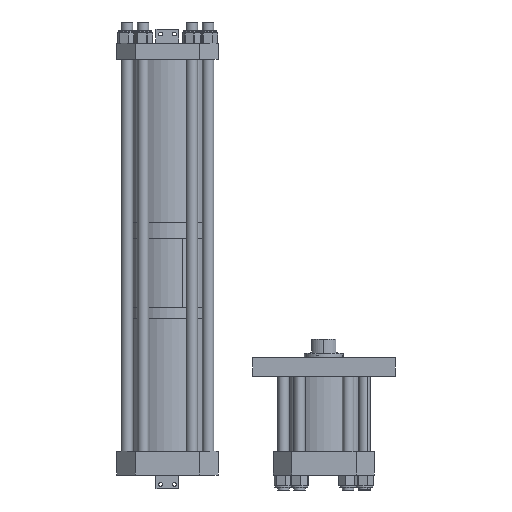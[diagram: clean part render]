
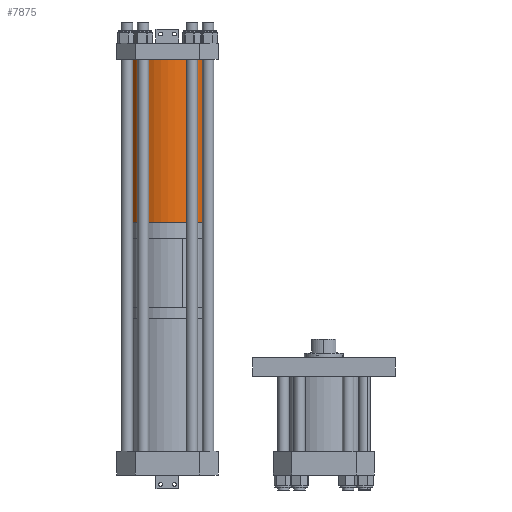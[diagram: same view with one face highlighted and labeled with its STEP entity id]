
A CAD part, front view. The second image highlights one B-rep face of the part: STEP entity #7875.
In plain terms, the highlighted cylindrical face has radius 114.3 mm (diameter 228.6 mm), a partial arc.
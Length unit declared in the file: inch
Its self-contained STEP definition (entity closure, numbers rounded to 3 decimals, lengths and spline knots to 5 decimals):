
#137 = AXIS2_PLACEMENT_3D ( 'NONE', #14982, #8571, #1634 ) ;
#210 = CARTESIAN_POINT ( 'NONE',  ( 4.5, 0., 0. ) ) ;
#1438 = VERTEX_POINT ( 'NONE', #210 ) ;
#1501 = CARTESIAN_POINT ( 'NONE',  ( 4.5, 0., 17.716 ) ) ;
#1634 = DIRECTION ( 'NONE',  ( 1., 0., 0. ) ) ;
#1659 = DIRECTION ( 'NONE',  ( -1., 0., 0. ) ) ;
#2005 = VERTEX_POINT ( 'NONE', #1501 ) ;
#2756 = CIRCLE ( 'NONE', #137, 4.5 ) ;
#3273 = CARTESIAN_POINT ( 'NONE',  ( -4.5, 0., 17.716 ) ) ;
#4749 = ORIENTED_EDGE ( 'NONE', *, *, #10452, .F. ) ;
#4993 = CARTESIAN_POINT ( 'NONE',  ( -4.5, 0., 17.716 ) ) ;
#6711 = CIRCLE ( 'NONE', #15544, 4.5 ) ;
#6840 = EDGE_LOOP ( 'NONE', ( #4749, #9758, #7301, #14595 ) ) ;
#7095 = EDGE_CURVE ( 'NONE', #2005, #1438, #12991, .T. ) ;
#7301 = ORIENTED_EDGE ( 'NONE', *, *, #9239, .T. ) ;
#7875 = ADVANCED_FACE ( 'NONE', ( #10607 ), #12969, .T. ) ;
#8261 = CARTESIAN_POINT ( 'NONE',  ( 0., 0., 17.716 ) ) ;
#8571 = DIRECTION ( 'NONE',  ( 0., 0., 1. ) ) ;
#8753 = CARTESIAN_POINT ( 'NONE',  ( 0., 0., 0. ) ) ;
#9010 = DIRECTION ( 'NONE',  ( 0., 0., -1. ) ) ;
#9239 = EDGE_CURVE ( 'NONE', #1438, #15785, #6711, .T. ) ;
#9758 = ORIENTED_EDGE ( 'NONE', *, *, #7095, .T. ) ;
#10080 = VERTEX_POINT ( 'NONE', #4993 ) ;
#10452 = EDGE_CURVE ( 'NONE', #2005, #10080, #2756, .T. ) ;
#10607 = FACE_OUTER_BOUND ( 'NONE', #6840, .T. ) ;
#10910 = CARTESIAN_POINT ( 'NONE',  ( -4.5, 0., 0. ) ) ;
#11356 = AXIS2_PLACEMENT_3D ( 'NONE', #8261, #17938, #1659 ) ;
#12098 = VECTOR ( 'NONE', #9010, 39.37008 ) ;
#12588 = LINE ( 'NONE', #3273, #15870 ) ;
#12921 = DIRECTION ( 'NONE',  ( 0., 0., -1. ) ) ;
#12969 = CYLINDRICAL_SURFACE ( 'NONE', #11356, 4.5 ) ;
#12991 = LINE ( 'NONE', #17316, #12098 ) ;
#13068 = DIRECTION ( 'NONE',  ( 1., 0., 0. ) ) ;
#14595 = ORIENTED_EDGE ( 'NONE', *, *, #17351, .F. ) ;
#14982 = CARTESIAN_POINT ( 'NONE',  ( 0., 0., 17.716 ) ) ;
#15544 = AXIS2_PLACEMENT_3D ( 'NONE', #8753, #17238, #13068 ) ;
#15785 = VERTEX_POINT ( 'NONE', #10910 ) ;
#15870 = VECTOR ( 'NONE', #12921, 39.37008 ) ;
#17238 = DIRECTION ( 'NONE',  ( 0., 0., 1. ) ) ;
#17316 = CARTESIAN_POINT ( 'NONE',  ( 4.5, 0., 17.716 ) ) ;
#17351 = EDGE_CURVE ( 'NONE', #10080, #15785, #12588, .T. ) ;
#17938 = DIRECTION ( 'NONE',  ( 0., 0., -1. ) ) ;
